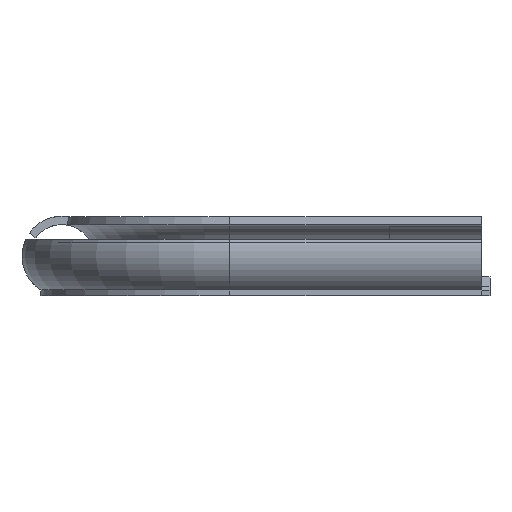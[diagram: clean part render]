
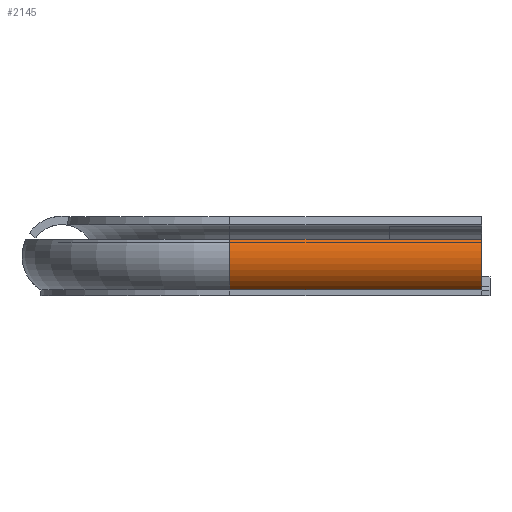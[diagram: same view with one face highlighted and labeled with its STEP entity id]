
A CAD part, left-side view. The second image highlights one B-rep face of the part: STEP entity #2145.
In plain terms, the highlighted cylindrical face has radius 9.5 mm (diameter 19 mm), a partial arc.
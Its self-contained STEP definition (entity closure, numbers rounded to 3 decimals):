
#154=CYLINDRICAL_SURFACE('',#2281,9.5);
#180=CIRCLE('',#2282,9.5);
#181=CIRCLE('',#2283,9.5);
#277=FACE_OUTER_BOUND('',#415,.T.);
#415=EDGE_LOOP('',(#1895,#1896,#1897,#1898));
#620=LINE('',#4579,#826);
#621=LINE('',#4585,#827);
#826=VECTOR('',#2705,10.);
#827=VECTOR('',#2712,10.);
#1043=VERTEX_POINT('',#4572);
#1046=VERTEX_POINT('',#4577);
#1047=VERTEX_POINT('',#4581);
#1048=VERTEX_POINT('',#4583);
#1337=EDGE_CURVE('',#1043,#1046,#620,.T.);
#1338=EDGE_CURVE('',#1047,#1043,#180,.T.);
#1339=EDGE_CURVE('',#1048,#1046,#181,.T.);
#1340=EDGE_CURVE('',#1047,#1048,#621,.T.);
#1895=ORIENTED_EDGE('',*,*,#1338,.T.);
#1896=ORIENTED_EDGE('',*,*,#1337,.T.);
#1897=ORIENTED_EDGE('',*,*,#1339,.F.);
#1898=ORIENTED_EDGE('',*,*,#1340,.F.);
#2145=ADVANCED_FACE('',(#277),#154,.T.);
#2281=AXIS2_PLACEMENT_3D('',#4580,#2706,#2707);
#2282=AXIS2_PLACEMENT_3D('',#4582,#2708,#2709);
#2283=AXIS2_PLACEMENT_3D('',#4584,#2710,#2711);
#2705=DIRECTION('',(0.,-1.,0.));
#2706=DIRECTION('center_axis',(0.,-1.,0.));
#2707=DIRECTION('ref_axis',(-1.,0.,0.));
#2708=DIRECTION('center_axis',(0.,-1.,0.));
#2709=DIRECTION('ref_axis',(-1.,0.,0.));
#2710=DIRECTION('center_axis',(0.,-1.,0.));
#2711=DIRECTION('ref_axis',(-1.,0.,0.));
#2712=DIRECTION('',(0.,-1.,0.));
#4572=CARTESIAN_POINT('',(-1119.732,306.866,2011.122));
#4577=CARTESIAN_POINT('',(-1119.732,246.866,2011.122));
#4579=CARTESIAN_POINT('',(-1119.732,306.866,2011.122));
#4580=CARTESIAN_POINT('Origin',(-1114.732,306.866,2019.2));
#4581=CARTESIAN_POINT('',(-1123.342,306.866,2023.215));
#4582=CARTESIAN_POINT('Origin',(-1114.732,306.866,2019.2));
#4583=CARTESIAN_POINT('',(-1123.342,246.866,2023.215));
#4584=CARTESIAN_POINT('Origin',(-1114.732,246.866,2019.2));
#4585=CARTESIAN_POINT('',(-1123.342,306.866,2023.215));
